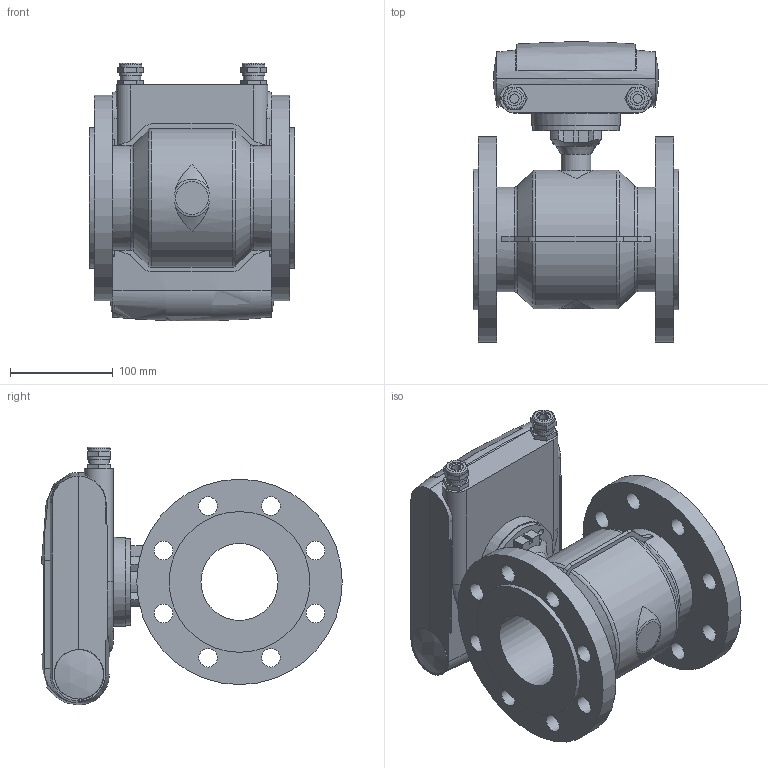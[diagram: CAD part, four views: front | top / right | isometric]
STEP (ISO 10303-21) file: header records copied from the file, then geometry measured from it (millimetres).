
FILE_DESCRIPTION (( 'STEP AP203' ), '1' );
FILE_NAME ('KROHNE_OPTIFLUX_2-4100C_180-WATERFLUX_3100C_180_DIN2633_DN80_PN16.STEP', '2011-05-04T07:22:12', ( '' ), ( '' ), 'SwSTEP 2.0', 'SolidWorks 2010', '' );
FILE_SCHEMA (( 'CONFIG_CONTROL_DESIGN' ));
Length unit declared in the file: millimetre
Products named in the file (1): KROHNE_OPTIFLUX_2-4100C_180-WATERFLUX_3100C_180_DIN2633_DN80_PN16
Bounding box: 200 x 292.5 x 251.06 mm (x, y, z)
Surface area: 502992.4 mm2 (no closed solid volume)
Topology: 0 solids, 15 shells, 492 faces, 1293 edges, 863 vertices
Faces by surface type: plane 315, cylinder 104, bspline 32, torus 24, cone 15, sphere 2
Full cylindrical faces by diameter (mm): 6.6 x8, 9 x2, 14 x2, 18 x16, 20 x2, 22 x4, 29 x1, 75 x1, 84 x2, 102 x2, 137 x2, 200 x2
Entity records: 17305 total; most frequent: CARTESIAN_POINT 5470, ORIENTED_EDGE 2390, DIRECTION 2281, EDGE_CURVE 1208, VERTEX_POINT 835, LINE 781, VECTOR 781, AXIS2_PLACEMENT_3D 750
